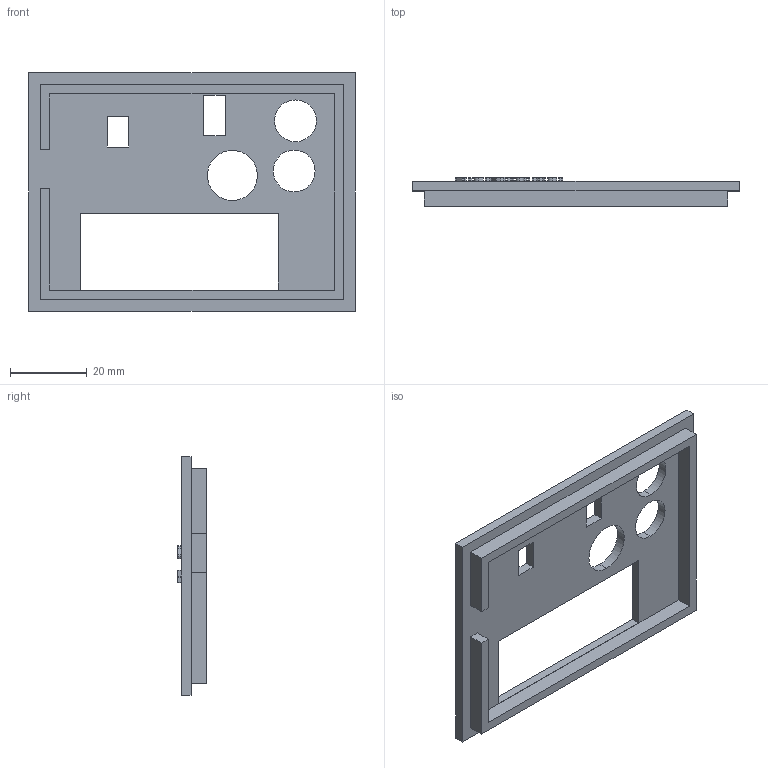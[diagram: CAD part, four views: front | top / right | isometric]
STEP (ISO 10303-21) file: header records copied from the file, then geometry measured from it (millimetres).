
FILE_DESCRIPTION (( 'STEP AP203' ), '1' );
FILE_NAME ('enclosure_top.STEP', '2023-06-08T14:56:33', ( '' ), ( '' ), 'SwSTEP 2.0', 'SolidWorks 2021', '' );
FILE_SCHEMA (( 'CONFIG_CONTROL_DESIGN' ));
Length unit declared in the file: centimetre
Products named in the file (1): enclosure_top
Bounding box: 85 x 7.5 x 62 mm (x, y, z)
Volume: 12074.2 mm3; surface area: 11362.4 mm2
Topology: 1 solids, 1 shells, 229 faces, 616 edges, 410 vertices
Faces by surface type: plane 146, bspline 77, cylinder 6
Entity records: 10849 total; most frequent: CARTESIAN_POINT 5517, ORIENTED_EDGE 1232, DIRECTION 780, EDGE_CURVE 616, LINE 450, VECTOR 450, VERTEX_POINT 410, EDGE_LOOP 262
